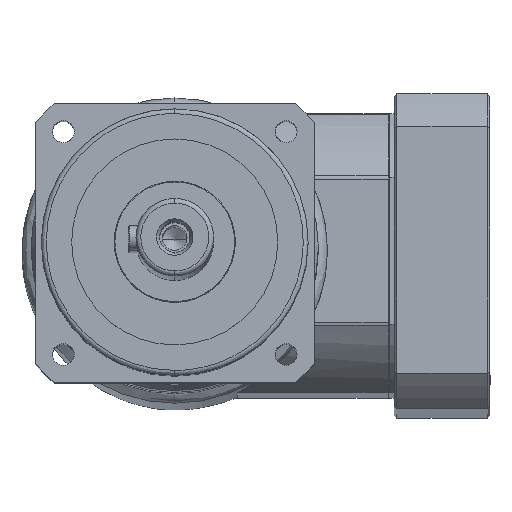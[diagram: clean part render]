
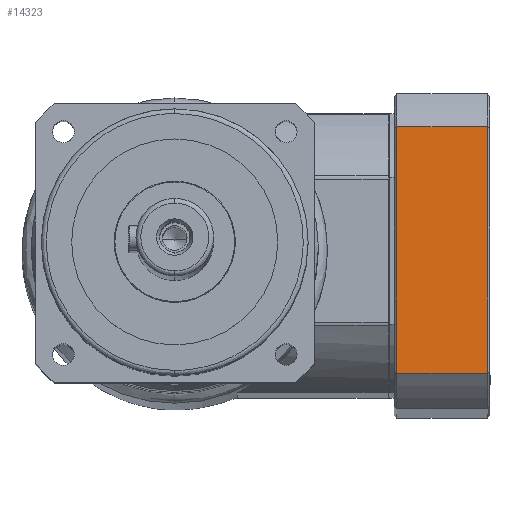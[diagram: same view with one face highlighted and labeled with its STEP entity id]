
A CAD part, left-side view. The second image highlights one B-rep face of the part: STEP entity #14323.
In plain terms, the highlighted face is planar.
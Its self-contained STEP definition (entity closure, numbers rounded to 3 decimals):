
#354 = DIRECTION ( 'NONE',  ( 0., 0., -1. ) ) ;
#548 = CARTESIAN_POINT ( 'NONE',  ( 25.403, 65., 46. ) ) ;
#2289 = LINE ( 'NONE', #11228, #7521 ) ;
#2724 = VERTEX_POINT ( 'NONE', #9763 ) ;
#3012 = VECTOR ( 'NONE', #22462, 1000. ) ;
#4734 = LINE ( 'NONE', #548, #10444 ) ;
#5086 = DIRECTION ( 'NONE',  ( -1., 0., 0. ) ) ;
#6725 = CARTESIAN_POINT ( 'NONE',  ( -50.806, 65., 8.5 ) ) ;
#6937 = DIRECTION ( 'NONE',  ( 0., 0., 1. ) ) ;
#7229 = ORIENTED_EDGE ( 'NONE', *, *, #21124, .F. ) ;
#7521 = VECTOR ( 'NONE', #354, 1000. ) ;
#8106 = CARTESIAN_POINT ( 'NONE',  ( 50.806, 65., 8.5 ) ) ;
#8132 = ORIENTED_EDGE ( 'NONE', *, *, #21203, .F. ) ;
#8183 = VECTOR ( 'NONE', #6937, 1000. ) ;
#9033 = VERTEX_POINT ( 'NONE', #12952 ) ;
#9763 = CARTESIAN_POINT ( 'NONE',  ( -50.806, 65., 46. ) ) ;
#9968 = DIRECTION ( 'NONE',  ( 0., -1., 0. ) ) ;
#10444 = VECTOR ( 'NONE', #5086, 1000. ) ;
#10819 = CARTESIAN_POINT ( 'NONE',  ( 50.806, 65., 46. ) ) ;
#11228 = CARTESIAN_POINT ( 'NONE',  ( -50.806, 65., 0. ) ) ;
#12192 = FACE_OUTER_BOUND ( 'NONE', #21777, .T. ) ;
#12834 = VERTEX_POINT ( 'NONE', #10819 ) ;
#12952 = CARTESIAN_POINT ( 'NONE',  ( 50.806, 65., 8.5 ) ) ;
#14323 = ADVANCED_FACE ( 'NONE', ( #12192 ), #24235, .F. ) ;
#14841 = VERTEX_POINT ( 'NONE', #6725 ) ;
#19100 = AXIS2_PLACEMENT_3D ( 'NONE', #22256, #9968, #24309 ) ;
#19141 = LINE ( 'NONE', #8106, #3012 ) ;
#20523 = ORIENTED_EDGE ( 'NONE', *, *, #21119, .F. ) ;
#20682 = EDGE_CURVE ( 'NONE', #14841, #9033, #19141, .T. ) ;
#21047 = ORIENTED_EDGE ( 'NONE', *, *, #20682, .F. ) ;
#21119 = EDGE_CURVE ( 'NONE', #9033, #12834, #23927, .T. ) ;
#21124 = EDGE_CURVE ( 'NONE', #2724, #14841, #2289, .T. ) ;
#21203 = EDGE_CURVE ( 'NONE', #12834, #2724, #4734, .T. ) ;
#21777 = EDGE_LOOP ( 'NONE', ( #7229, #8132, #20523, #21047 ) ) ;
#22256 = CARTESIAN_POINT ( 'NONE',  ( 50.806, 65., 47. ) ) ;
#22462 = DIRECTION ( 'NONE',  ( 1., 0., 0. ) ) ;
#23514 = CARTESIAN_POINT ( 'NONE',  ( 50.806, 65., 47. ) ) ;
#23927 = LINE ( 'NONE', #23514, #8183 ) ;
#24235 = PLANE ( 'NONE',  #19100 ) ;
#24309 = DIRECTION ( 'NONE',  ( 1., 0., 0. ) ) ;
